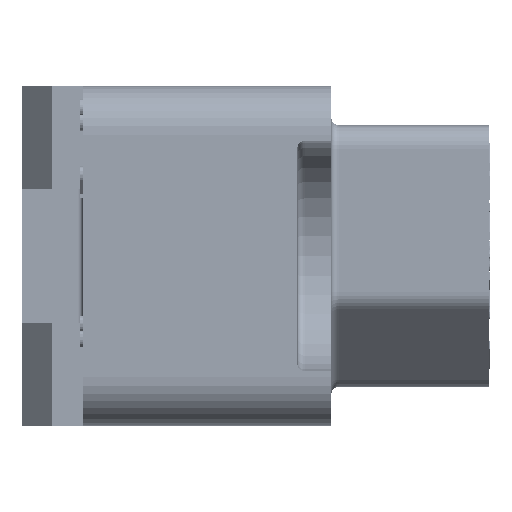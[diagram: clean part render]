
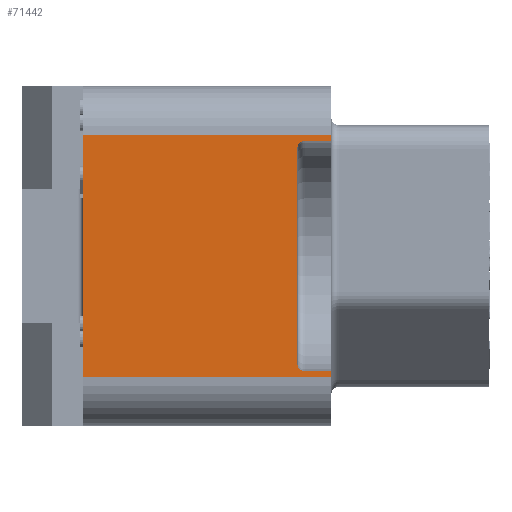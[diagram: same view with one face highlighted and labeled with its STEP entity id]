
A CAD part, left-side view. The second image highlights one B-rep face of the part: STEP entity #71442.
In plain terms, the highlighted planar face has unit normal (-1, 0, 0).
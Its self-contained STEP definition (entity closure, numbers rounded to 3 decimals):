
#2558=DIRECTION('',(0.,-1.,0.));
#2559=VECTOR('',#2558,10.25);
#2560=CARTESIAN_POINT('',(-40.,10.25,5.));
#2561=LINE('',#2560,#2559);
#2711=DIRECTION('',(0.,0.,1.));
#2712=VECTOR('',#2711,8.9);
#2713=CARTESIAN_POINT('',(-40.,1.4,-4.45));
#2714=LINE('',#2713,#2712);
#2715=DIRECTION('',(0.,1.,0.));
#2716=VECTOR('',#2715,1.1);
#2717=CARTESIAN_POINT('',(-40.,0.,-4.75));
#2718=LINE('',#2717,#2716);
#2719=DIRECTION('',(0.,0.,-1.));
#2720=VECTOR('',#2719,0.25);
#2721=CARTESIAN_POINT('',(-40.,0.,-4.75));
#2722=LINE('',#2721,#2720);
#2723=DIRECTION('',(0.,0.,-1.));
#2724=VECTOR('',#2723,0.25);
#2725=CARTESIAN_POINT('',(-40.,0.,5.));
#2726=LINE('',#2725,#2724);
#2727=DIRECTION('',(0.,1.,0.));
#2728=VECTOR('',#2727,1.1);
#2729=CARTESIAN_POINT('',(-40.,0.,4.75));
#2730=LINE('',#2729,#2728);
#2754=CARTESIAN_POINT('',(-40.,1.1,-4.45));
#2755=DIRECTION('',(1.,0.,0.));
#2756=DIRECTION('',(0.,0.,-1.));
#2757=AXIS2_PLACEMENT_3D('',#2754,#2755,#2756);
#2778=CARTESIAN_POINT('',(-40.,1.1,4.45));
#2779=DIRECTION('',(1.,0.,0.));
#2780=DIRECTION('',(0.,1.,0.));
#2781=AXIS2_PLACEMENT_3D('',#2778,#2779,#2780);
#2986=DIRECTION('',(0.,0.,-1.));
#2987=VECTOR('',#2986,10.);
#2988=CARTESIAN_POINT('',(-40.,10.25,5.));
#2989=LINE('',#2988,#2987);
#3531=DIRECTION('',(0.,1.,0.));
#3532=VECTOR('',#3531,10.25);
#3533=CARTESIAN_POINT('',(-40.,0.,-5.));
#3534=LINE('',#3533,#3532);
#56246=CARTESIAN_POINT('',(-40.,0.,5.));
#56248=VERTEX_POINT('',#56246);
#56249=CARTESIAN_POINT('',(-40.,10.25,5.));
#56250=VERTEX_POINT('',#56249);
#56254=CARTESIAN_POINT('',(-40.,10.25,-5.));
#56256=VERTEX_POINT('',#56254);
#56257=CARTESIAN_POINT('',(-40.,0.,-5.));
#56258=VERTEX_POINT('',#56257);
#56269=CARTESIAN_POINT('',(-40.,0.,-4.75));
#56271=VERTEX_POINT('',#56269);
#56275=CARTESIAN_POINT('',(-40.,0.,4.75));
#56276=VERTEX_POINT('',#56275);
#56414=CARTESIAN_POINT('',(-40.,1.4,-4.45));
#56416=VERTEX_POINT('',#56414);
#56418=CARTESIAN_POINT('',(-40.,1.1,-4.75));
#56420=VERTEX_POINT('',#56418);
#56425=CARTESIAN_POINT('',(-40.,1.4,4.45));
#56426=VERTEX_POINT('',#56425);
#56427=CARTESIAN_POINT('',(-40.,1.1,4.75));
#56428=VERTEX_POINT('',#56427);
#71418=CARTESIAN_POINT('',(-40.,0.,7.));
#71419=DIRECTION('',(-1.,0.,0.));
#71420=DIRECTION('',(0.,1.,0.));
#71421=AXIS2_PLACEMENT_3D('',#71418,#71419,#71420);
#71422=PLANE('',#71421);
#71424=ORIENTED_EDGE('',*,*,#71423,.F.);
#71426=ORIENTED_EDGE('',*,*,#71425,.F.);
#71428=ORIENTED_EDGE('',*,*,#71427,.F.);
#71429=ORIENTED_EDGE('',*,*,#70776,.T.);
#71431=ORIENTED_EDGE('',*,*,#71430,.T.);
#71433=ORIENTED_EDGE('',*,*,#71432,.F.);
#71434=ORIENTED_EDGE('',*,*,#71193,.T.);
#71435=ORIENTED_EDGE('',*,*,#70784,.T.);
#71437=ORIENTED_EDGE('',*,*,#71436,.T.);
#71439=ORIENTED_EDGE('',*,*,#71438,.F.);
#71440=EDGE_LOOP('',(#71424,#71426,#71428,#71429,#71431,#71433,#71434,#71435,
#71437,#71439));
#71441=FACE_OUTER_BOUND('',#71440,.F.);
#71442=ADVANCED_FACE('',(#71441),#71422,.T.);
#2758=CIRCLE('',#2757,0.3);
#2782=CIRCLE('',#2781,0.3);
#70776=EDGE_CURVE('',#56271,#56258,#2722,.T.);
#70784=EDGE_CURVE('',#56248,#56276,#2726,.T.);
#71193=EDGE_CURVE('',#56250,#56248,#2561,.T.);
#71423=EDGE_CURVE('',#56416,#56426,#2714,.T.);
#71425=EDGE_CURVE('',#56420,#56416,#2758,.T.);
#71427=EDGE_CURVE('',#56271,#56420,#2718,.T.);
#71430=EDGE_CURVE('',#56258,#56256,#3534,.T.);
#71432=EDGE_CURVE('',#56250,#56256,#2989,.T.);
#71436=EDGE_CURVE('',#56276,#56428,#2730,.T.);
#71438=EDGE_CURVE('',#56426,#56428,#2782,.T.);
